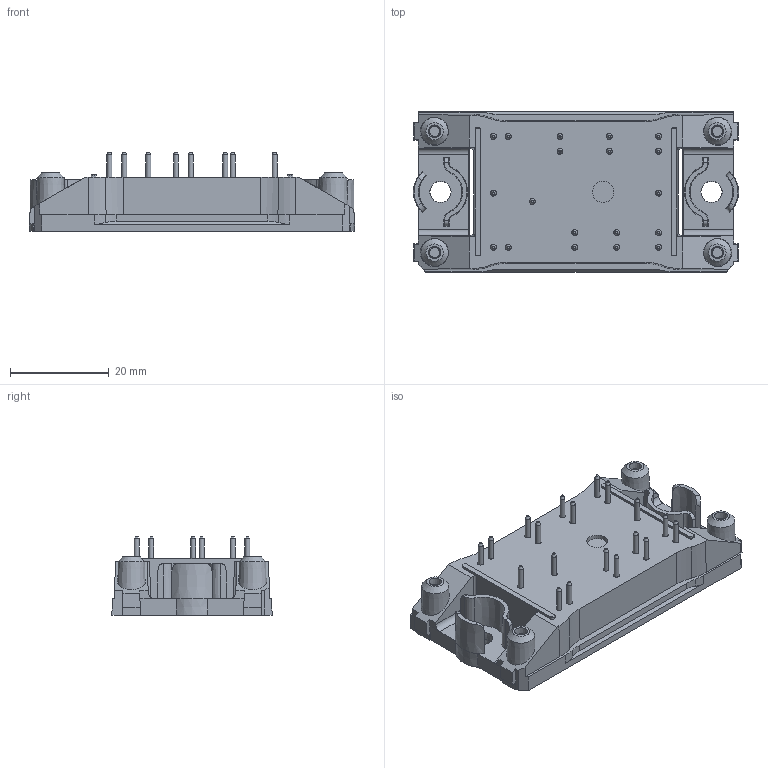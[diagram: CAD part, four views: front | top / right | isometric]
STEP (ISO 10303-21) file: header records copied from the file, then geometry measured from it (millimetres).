
FILE_DESCRIPTION(/* description */ ('Unknown'),/* implementation_level */ '2;1');
FILE_NAME(/* name */ 'Flow0-4T12W-L150(190)-01-OL',/* time_stamp */ '2016-08-11T14:45:44+02:00',/* author */ ('Unknown'),/* organization */ ('Unknown'),/* preprocessor_version */ 'ST-DEVELOPER v16',/* originating_system */ 'DEX',/* authorisation */ $);
FILE_SCHEMA (('AUTOMOTIVE_DESIGN {1 0 10303 214 3 1 1}'));
Length unit declared in the file: millimetre
Products named in the file (1): Flow0-4T12W-L150-01-OL
Bounding box: 66 x 32.5 x 16.23 mm (x, y, z)
Volume: 17130.4 mm3; surface area: 9025.3 mm2
Topology: 1 solids, 1 shells, 334 faces, 812 edges, 536 vertices
Faces by surface type: plane 188, cylinder 89, cone 57
Full cylindrical faces by diameter (mm): 1 x19, 1.2 x19, 4.3 x1
Entity records: 11965 total; most frequent: CARTESIAN_POINT 2009, DIRECTION 1620, ORIENTED_EDGE 1410, EDGE_CURVE 705, AXIS2_PLACEMENT_3D 600, VERTEX_POINT 507, EDGE_LOOP 476, FACE_BOUND 476
